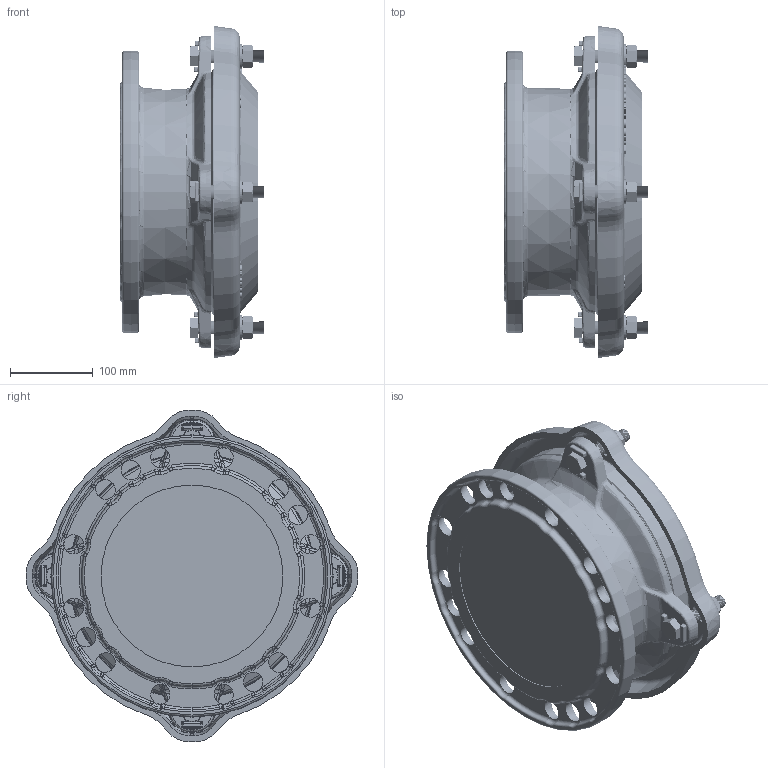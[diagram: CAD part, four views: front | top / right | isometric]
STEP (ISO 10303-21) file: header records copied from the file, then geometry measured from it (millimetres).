
FILE_DESCRIPTION (( 'STEP AP214' ), '1' );
FILE_NAME ('Junta Flange Mult GFIX DN200x198-228.STEP', '2014-10-28T11:56:29', ( '' ), ( '' ), 'SwSTEP 2.0', 'SolidWorks 2014', '' );
FILE_SCHEMA (( 'AUTOMOTIVE_DESIGN' ));
Length unit declared in the file: millimetre
Products named in the file (1): Junta Flange Mult GFIX DN200x198-228
Bounding box: 174.75 x 401.56 x 401.56 mm (x, y, z)
Volume: 10337544.9 mm3; surface area: 548550 mm2
Topology: 9 solids, 9 shells, 3980 faces, 9301 edges, 5440 vertices
Faces by surface type: cone 1342, bspline 1328, cylinder 596, plane 452, torus 222, sphere 40
Entity records: 212355 total; most frequent: CARTESIAN_POINT 86752, ORIENTED_EDGE 18586, DIRECTION 14635, EDGE_CURVE 9293, AXIS2_PLACEMENT_3D 5697, VERTEX_POINT 5440, EDGE_LOOP 4145, ADVANCED_FACE 3980
